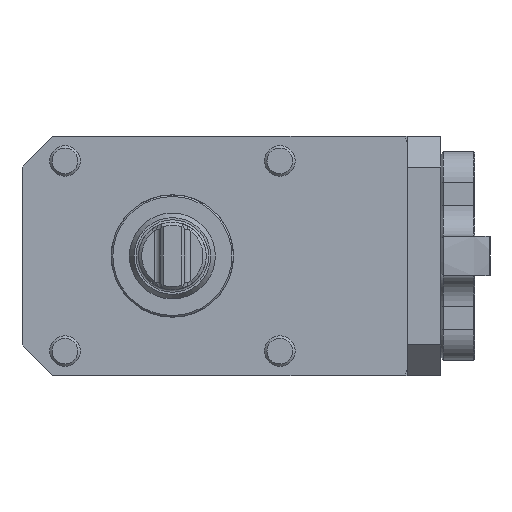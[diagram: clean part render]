
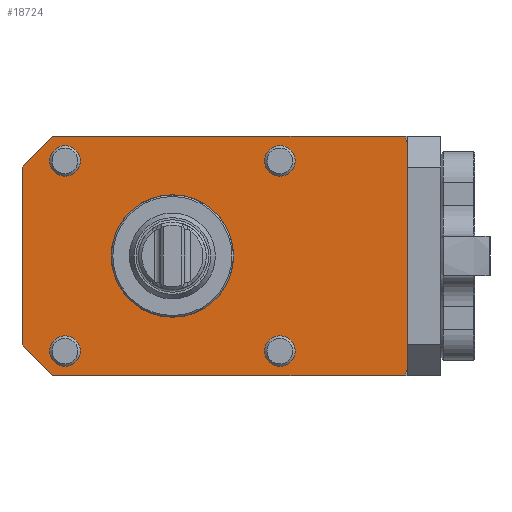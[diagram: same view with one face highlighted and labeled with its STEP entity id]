
A CAD part, front view. The second image highlights one B-rep face of the part: STEP entity #18724.
In plain terms, the highlighted planar face has unit normal (0, -1, 0).
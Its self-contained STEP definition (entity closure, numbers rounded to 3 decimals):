
#243 = AXIS2_PLACEMENT_3D ( 'NONE', #5744, #10959, #12907 ) ;
#463 = EDGE_LOOP ( 'NONE', ( #11812 ) ) ;
#491 = ORIENTED_EDGE ( 'NONE', *, *, #4250, .T. ) ;
#923 = FACE_BOUND ( 'NONE', #18746, .T. ) ;
#996 = EDGE_LOOP ( 'NONE', ( #3311 ) ) ;
#1385 = CARTESIAN_POINT ( 'NONE',  ( 0., 32., 0. ) ) ;
#1579 = LINE ( 'NONE', #8562, #10050 ) ;
#1648 = LINE ( 'NONE', #1762, #11758 ) ;
#1693 = VECTOR ( 'NONE', #23031, 1000. ) ;
#1762 = CARTESIAN_POINT ( 'NONE',  ( 0., 32., -39. ) ) ;
#1818 = CARTESIAN_POINT ( 'NONE',  ( 75.525, 32., -39. ) ) ;
#1899 = VERTEX_POINT ( 'NONE', #9183 ) ;
#2211 = ORIENTED_EDGE ( 'NONE', *, *, #6082, .T. ) ;
#2571 = CARTESIAN_POINT ( 'NONE',  ( 0., 32., -19.75 ) ) ;
#2840 = EDGE_LOOP ( 'NONE', ( #19361 ) ) ;
#2857 = CARTESIAN_POINT ( 'NONE',  ( 76.5, 32., -37.051 ) ) ;
#2889 = CARTESIAN_POINT ( 'NONE',  ( -49., 32., -29. ) ) ;
#2979 = CARTESIAN_POINT ( 'NONE',  ( -35., 32., 31. ) ) ;
#3311 = ORIENTED_EDGE ( 'NONE', *, *, #19554, .T. ) ;
#4250 = EDGE_CURVE ( 'NONE', #6119, #13336, #7485, .T. ) ;
#4344 = VERTEX_POINT ( 'NONE', #5991 ) ;
#4460 = FACE_BOUND ( 'NONE', #2840, .T. ) ;
#4529 = DIRECTION ( 'NONE',  ( 0., 1., 0. ) ) ;
#4613 = DIRECTION ( 'NONE',  ( 0., 1., 0. ) ) ;
#5022 = LINE ( 'NONE', #17782, #1693 ) ;
#5744 = CARTESIAN_POINT ( 'NONE',  ( 0., 32., 0. ) ) ;
#5991 = CARTESIAN_POINT ( 'NONE',  ( -35., 32., 36. ) ) ;
#6082 = EDGE_CURVE ( 'NONE', #12154, #17094, #8551, .T. ) ;
#6119 = VERTEX_POINT ( 'NONE', #7756 ) ;
#6229 = DIRECTION ( 'NONE',  ( 0., 0., -1. ) ) ;
#6433 = EDGE_CURVE ( 'NONE', #12154, #23154, #1648, .T. ) ;
#6467 = PLANE ( 'NONE',  #23464 ) ;
#6982 = ORIENTED_EDGE ( 'NONE', *, *, #12758, .T. ) ;
#7032 = DIRECTION ( 'NONE',  ( -0.707, 0., -0.707 ) ) ;
#7439 = VECTOR ( 'NONE', #6229, 1000. ) ;
#7485 = LINE ( 'NONE', #19681, #20323 ) ;
#7531 = VECTOR ( 'NONE', #14954, 1000. ) ;
#7756 = CARTESIAN_POINT ( 'NONE',  ( -39., 32., 39. ) ) ;
#7767 = LINE ( 'NONE', #13525, #7531 ) ;
#8410 = ORIENTED_EDGE ( 'NONE', *, *, #11444, .F. ) ;
#8448 = EDGE_CURVE ( 'NONE', #8912, #23154, #5022, .T. ) ;
#8476 = DIRECTION ( 'NONE',  ( 0., 0., -1. ) ) ;
#8551 = CIRCLE ( 'NONE', #243, 85. ) ;
#8562 = CARTESIAN_POINT ( 'NONE',  ( 0., 32., 39. ) ) ;
#8786 = CARTESIAN_POINT ( 'NONE',  ( 0., 32., 0. ) ) ;
#8792 = CARTESIAN_POINT ( 'NONE',  ( -39., 32., -39. ) ) ;
#8912 = VERTEX_POINT ( 'NONE', #2889 ) ;
#8964 = EDGE_CURVE ( 'NONE', #6119, #20058, #1579, .T. ) ;
#9183 = CARTESIAN_POINT ( 'NONE',  ( 76.5, 32., 37.051 ) ) ;
#9565 = VERTEX_POINT ( 'NONE', #22581 ) ;
#9690 = VERTEX_POINT ( 'NONE', #2571 ) ;
#10034 = CARTESIAN_POINT ( 'NONE',  ( 35., 32., 26. ) ) ;
#10050 = VECTOR ( 'NONE', #16091, 1000. ) ;
#10151 = DIRECTION ( 'NONE',  ( 0., -1., 0. ) ) ;
#10156 = EDGE_CURVE ( 'NONE', #1899, #17094, #12053, .T. ) ;
#10560 = FACE_BOUND ( 'NONE', #463, .T. ) ;
#10605 = CARTESIAN_POINT ( 'NONE',  ( -35., 32., -31. ) ) ;
#10714 = ORIENTED_EDGE ( 'NONE', *, *, #6433, .F. ) ;
#10959 = DIRECTION ( 'NONE',  ( 0., -1., 0. ) ) ;
#10986 = DIRECTION ( 'NONE',  ( 0., -1., 0. ) ) ;
#11182 = CARTESIAN_POINT ( 'NONE',  ( -49., 32., 29. ) ) ;
#11221 = ORIENTED_EDGE ( 'NONE', *, *, #8448, .T. ) ;
#11444 = EDGE_CURVE ( 'NONE', #8912, #13336, #7767, .T. ) ;
#11758 = VECTOR ( 'NONE', #21635, 1000. ) ;
#11766 = EDGE_LOOP ( 'NONE', ( #13692 ) ) ;
#11812 = ORIENTED_EDGE ( 'NONE', *, *, #18504, .T. ) ;
#11933 = CARTESIAN_POINT ( 'NONE',  ( 76.5, 32., 0. ) ) ;
#12053 = LINE ( 'NONE', #11933, #7439 ) ;
#12154 = VERTEX_POINT ( 'NONE', #1818 ) ;
#12304 = CARTESIAN_POINT ( 'NONE',  ( 75.525, 32., 39. ) ) ;
#12735 = AXIS2_PLACEMENT_3D ( 'NONE', #1385, #10151, #8476 ) ;
#12758 = EDGE_CURVE ( 'NONE', #16619, #16619, #14408, .T. ) ;
#12815 = DIRECTION ( 'NONE',  ( 0., 1., 0. ) ) ;
#12907 = DIRECTION ( 'NONE',  ( 0., 0., -1. ) ) ;
#13169 = CARTESIAN_POINT ( 'NONE',  ( 35., 32., -31. ) ) ;
#13336 = VERTEX_POINT ( 'NONE', #11182 ) ;
#13525 = CARTESIAN_POINT ( 'NONE',  ( -49., 32., 0. ) ) ;
#13692 = ORIENTED_EDGE ( 'NONE', *, *, #17383, .F. ) ;
#13755 = DIRECTION ( 'NONE',  ( 0., 1., 0. ) ) ;
#13912 = DIRECTION ( 'NONE',  ( 0., 0., 1. ) ) ;
#13937 = DIRECTION ( 'NONE',  ( 0., 0., 1. ) ) ;
#14102 = DIRECTION ( 'NONE',  ( 0., 0., -1. ) ) ;
#14408 = CIRCLE ( 'NONE', #18590, 5. ) ;
#14737 = CIRCLE ( 'NONE', #20056, 5. ) ;
#14954 = DIRECTION ( 'NONE',  ( 0., 0., 1. ) ) ;
#15475 = AXIS2_PLACEMENT_3D ( 'NONE', #13169, #12815, #21989 ) ;
#15992 = CARTESIAN_POINT ( 'NONE',  ( 35., 32., 31. ) ) ;
#16091 = DIRECTION ( 'NONE',  ( 1., 0., 0. ) ) ;
#16220 = AXIS2_PLACEMENT_3D ( 'NONE', #20098, #10986, #18302 ) ;
#16578 = CIRCLE ( 'NONE', #15475, 5. ) ;
#16619 = VERTEX_POINT ( 'NONE', #21736 ) ;
#16865 = VERTEX_POINT ( 'NONE', #10034 ) ;
#17094 = VERTEX_POINT ( 'NONE', #2857 ) ;
#17383 = EDGE_CURVE ( 'NONE', #9690, #9690, #17410, .T. ) ;
#17410 = CIRCLE ( 'NONE', #16220, 19.75 ) ;
#17750 = CIRCLE ( 'NONE', #21549, 5. ) ;
#17782 = CARTESIAN_POINT ( 'NONE',  ( -39., 32., -39. ) ) ;
#17872 = FACE_BOUND ( 'NONE', #11766, .T. ) ;
#18302 = DIRECTION ( 'NONE',  ( 0., 0., -1. ) ) ;
#18504 = EDGE_CURVE ( 'NONE', #9565, #9565, #16578, .T. ) ;
#18590 = AXIS2_PLACEMENT_3D ( 'NONE', #10605, #4613, #13912 ) ;
#18724 = ADVANCED_FACE ( 'Defeature completata1_293', ( #20777, #21445, #10560, #17872, #4460, #923 ), #6467, .F. ) ;
#18746 = EDGE_LOOP ( 'NONE', ( #6982 ) ) ;
#19361 = ORIENTED_EDGE ( 'NONE', *, *, #20973, .T. ) ;
#19554 = EDGE_CURVE ( 'NONE', #16865, #16865, #14737, .T. ) ;
#19681 = CARTESIAN_POINT ( 'NONE',  ( -49., 32., 29. ) ) ;
#20056 = AXIS2_PLACEMENT_3D ( 'NONE', #15992, #23277, #14102 ) ;
#20058 = VERTEX_POINT ( 'NONE', #12304 ) ;
#20098 = CARTESIAN_POINT ( 'NONE',  ( 0., 32., 0. ) ) ;
#20198 = EDGE_CURVE ( 'NONE', #1899, #20058, #21874, .T. ) ;
#20323 = VECTOR ( 'NONE', #7032, 1000. ) ;
#20610 = ORIENTED_EDGE ( 'NONE', *, *, #10156, .F. ) ;
#20777 = FACE_OUTER_BOUND ( 'NONE', #23003, .T. ) ;
#20944 = ORIENTED_EDGE ( 'NONE', *, *, #20198, .T. ) ;
#20973 = EDGE_CURVE ( 'NONE', #4344, #4344, #17750, .T. ) ;
#21016 = DIRECTION ( 'NONE',  ( 0., 0., 1. ) ) ;
#21135 = ORIENTED_EDGE ( 'NONE', *, *, #8964, .F. ) ;
#21445 = FACE_BOUND ( 'NONE', #996, .T. ) ;
#21549 = AXIS2_PLACEMENT_3D ( 'NONE', #2979, #4529, #13937 ) ;
#21635 = DIRECTION ( 'NONE',  ( -1., 0., 0. ) ) ;
#21736 = CARTESIAN_POINT ( 'NONE',  ( -35., 32., -26. ) ) ;
#21874 = CIRCLE ( 'NONE', #12735, 85. ) ;
#21989 = DIRECTION ( 'NONE',  ( 0., 0., -1. ) ) ;
#22581 = CARTESIAN_POINT ( 'NONE',  ( 35., 32., -36. ) ) ;
#23003 = EDGE_LOOP ( 'NONE', ( #20944, #21135, #491, #8410, #11221, #10714, #2211, #20610 ) ) ;
#23031 = DIRECTION ( 'NONE',  ( 0.707, 0., -0.707 ) ) ;
#23154 = VERTEX_POINT ( 'NONE', #8792 ) ;
#23277 = DIRECTION ( 'NONE',  ( 0., 1., 0. ) ) ;
#23464 = AXIS2_PLACEMENT_3D ( 'NONE', #8786, #13755, #21016 ) ;
